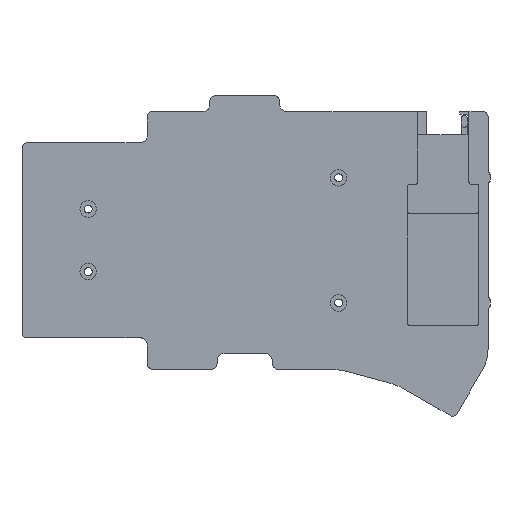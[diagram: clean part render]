
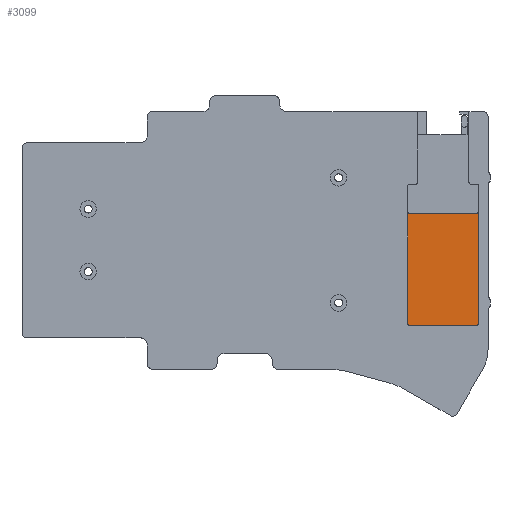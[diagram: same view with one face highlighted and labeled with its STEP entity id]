
A CAD part, top view. The second image highlights one B-rep face of the part: STEP entity #3099.
In plain terms, the highlighted planar face has unit normal (0, 0, 1).
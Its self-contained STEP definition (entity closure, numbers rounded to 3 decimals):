
#1138 = VERTEX_POINT('',#1139);
#1139 = CARTESIAN_POINT('',(99.5,46.75,1.7));
#1145 = EDGE_CURVE('',#1146,#1138,#1148,.T.);
#1146 = VERTEX_POINT('',#1147);
#1147 = CARTESIAN_POINT('',(99.5,12.75,1.7));
#1148 = LINE('',#1149,#1150);
#1149 = CARTESIAN_POINT('',(99.5,31.689,1.7));
#1150 = VECTOR('',#1151,1.);
#1151 = DIRECTION('',(0.,1.,0.));
#1195 = VERTEX_POINT('',#1196);
#1196 = CARTESIAN_POINT('',(99.,12.25,1.7));
#1202 = EDGE_CURVE('',#1195,#1146,#1203,.T.);
#1203 = CIRCLE('',#1204,0.5);
#1204 = AXIS2_PLACEMENT_3D('',#1205,#1206,#1207);
#1205 = CARTESIAN_POINT('',(99.,12.75,1.7));
#1206 = DIRECTION('',(0.,0.,1.));
#1207 = DIRECTION('',(1.,0.,0.));
#1245 = VERTEX_POINT('',#1246);
#1246 = CARTESIAN_POINT('',(78.5,12.25,1.7));
#1252 = EDGE_CURVE('',#1245,#1195,#1253,.T.);
#1253 = LINE('',#1254,#1255);
#1254 = CARTESIAN_POINT('',(78.5,12.25,1.7));
#1255 = VECTOR('',#1256,1.);
#1256 = DIRECTION('',(1.,0.,0.));
#1269 = VERTEX_POINT('',#1270);
#1270 = CARTESIAN_POINT('',(78.,12.75,1.7));
#1276 = EDGE_CURVE('',#1269,#1245,#1277,.T.);
#1277 = CIRCLE('',#1278,0.5);
#1278 = AXIS2_PLACEMENT_3D('',#1279,#1280,#1281);
#1279 = CARTESIAN_POINT('',(78.5,12.75,1.7));
#1280 = DIRECTION('',(0.,0.,1.));
#1281 = DIRECTION('',(1.,0.,0.));
#1336 = EDGE_CURVE('',#1337,#1269,#1339,.T.);
#1337 = VERTEX_POINT('',#1338);
#1338 = CARTESIAN_POINT('',(78.,46.75,1.7));
#1339 = LINE('',#1340,#1341);
#1340 = CARTESIAN_POINT('',(78.,46.25,1.7));
#1341 = VECTOR('',#1342,1.);
#1342 = DIRECTION('',(0.,-1.,0.));
#3078 = EDGE_CURVE('',#3079,#1138,#3081,.T.);
#3079 = VERTEX_POINT('',#3080);
#3080 = CARTESIAN_POINT('',(99.,46.25,1.7));
#3081 = CIRCLE('',#3082,0.5);
#3082 = AXIS2_PLACEMENT_3D('',#3083,#3084,#3085);
#3083 = CARTESIAN_POINT('',(99.,46.75,1.7));
#3084 = DIRECTION('',(0.,-0.,1.));
#3085 = DIRECTION('',(0.,1.,0.));
#3099 = ADVANCED_FACE('',(#3100),#3123,.T.);
#3100 = FACE_BOUND('',#3101,.T.);
#3101 = EDGE_LOOP('',(#3102,#3110,#3117,#3118,#3119,#3120,#3121,#3122));
#3102 = ORIENTED_EDGE('',*,*,#3103,.T.);
#3103 = EDGE_CURVE('',#3079,#3104,#3106,.T.);
#3104 = VERTEX_POINT('',#3105);
#3105 = CARTESIAN_POINT('',(78.5,46.25,1.7));
#3106 = LINE('',#3107,#3108);
#3107 = CARTESIAN_POINT('',(99.5,46.25,1.7));
#3108 = VECTOR('',#3109,1.);
#3109 = DIRECTION('',(-1.,0.,0.));
#3110 = ORIENTED_EDGE('',*,*,#3111,.T.);
#3111 = EDGE_CURVE('',#3104,#1337,#3112,.T.);
#3112 = CIRCLE('',#3113,0.5);
#3113 = AXIS2_PLACEMENT_3D('',#3114,#3115,#3116);
#3114 = CARTESIAN_POINT('',(78.5,46.75,1.7));
#3115 = DIRECTION('',(0.,0.,-1.));
#3116 = DIRECTION('',(0.,1.,0.));
#3117 = ORIENTED_EDGE('',*,*,#1336,.T.);
#3118 = ORIENTED_EDGE('',*,*,#1276,.T.);
#3119 = ORIENTED_EDGE('',*,*,#1252,.T.);
#3120 = ORIENTED_EDGE('',*,*,#1202,.T.);
#3121 = ORIENTED_EDGE('',*,*,#1145,.T.);
#3122 = ORIENTED_EDGE('',*,*,#3078,.F.);
#3123 = PLANE('',#3124);
#3124 = AXIS2_PLACEMENT_3D('',#3125,#3126,#3127);
#3125 = CARTESIAN_POINT('',(88.75,29.319,1.7));
#3126 = DIRECTION('',(0.,0.,1.));
#3127 = DIRECTION('',(1.,0.,0.));
